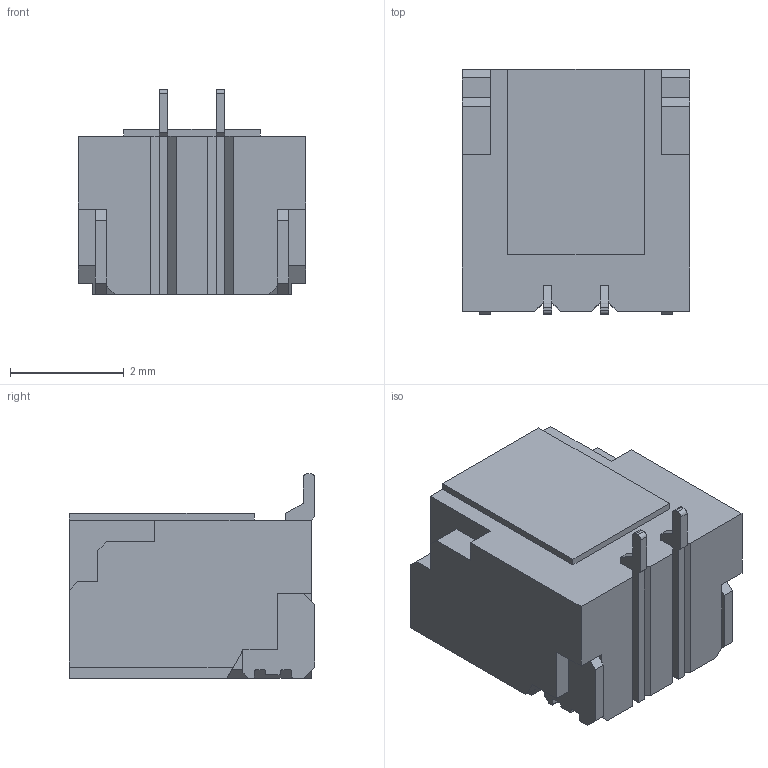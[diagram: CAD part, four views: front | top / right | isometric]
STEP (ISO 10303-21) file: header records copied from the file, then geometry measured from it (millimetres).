
FILE_DESCRIPTION (( 'STEP AP214' ), '1' );
FILE_NAME ('BM02B-SRSS-TB(LF)(SN).STEP', '2021-10-28T11:42:02', ( '' ), ( '' ), 'SwSTEP 2.0', 'SolidWorks 2018', '' );
FILE_SCHEMA (( 'AUTOMOTIVE_DESIGN' ));
Length unit declared in the file: millimetre
Products named in the file (2): BM02B-SRSS-TB(LF)(SN)
Bounding box: 4 x 4.31 x 3.6 mm (x, y, z)
Volume: 26.7 mm3; surface area: 142.6 mm2
Topology: 7 solids, 7 shells, 207 faces, 542 edges, 354 vertices
Faces by surface type: plane 187, cylinder 20
Entity records: 8477 total; most frequent: CARTESIAN_POINT 1105, ORIENTED_EDGE 1084, DIRECTION 1000, EDGE_CURVE 542, VECTOR 502, LINE 502, VERTEX_POINT 354, AXIS2_PLACEMENT_3D 249
